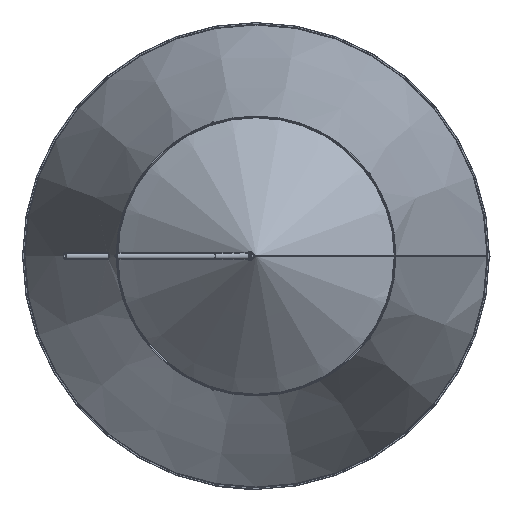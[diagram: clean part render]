
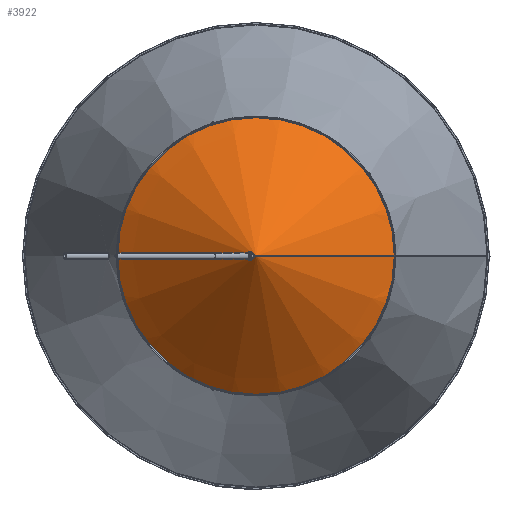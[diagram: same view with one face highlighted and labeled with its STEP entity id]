
A CAD part, front view. The second image highlights one B-rep face of the part: STEP entity #3922.
In plain terms, the highlighted conical face has half-angle 50 degrees and reference radius 213.328 mm.
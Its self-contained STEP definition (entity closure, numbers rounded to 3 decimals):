
#320=FACE_BOUND('',#1487,.T.);
#434=CIRCLE('',#4265,425.579);
#436=CIRCLE('',#4269,1.079);
#677=LINE('',#7054,#939);
#678=LINE('',#7055,#940);
#939=VECTOR('',#5060,554.145);
#940=VECTOR('',#5061,554.145);
#1114=CONICAL_SURFACE('',#4270,213.329,50.);
#1235=FACE_OUTER_BOUND('',#1486,.T.);
#1486=EDGE_LOOP('',(#2966,#2967,#2968,#2969));
#1487=EDGE_LOOP('',(#2970,#2971));
#1691=B_SPLINE_CURVE_WITH_KNOTS('',3,(#6928,#6929,#6930,#6931,#6932,#6933,
#6934,#6935,#6936,#6937,#6938,#6939,#6940,#6941,#6942,#6943,#6944,#6945,
#6946,#6947,#6948,#6949,#6950,#6951,#6952,#6953,#6954,#6955),
 .UNSPECIFIED.,.F.,.F.,(4,2,2,2,2,2,2,2,2,2,2,2,2,4),(0.995,
0.995,1.121,1.247,1.5,1.624,
1.748,1.869,1.99,2.122,2.255,
2.385,2.515,2.515),.UNSPECIFIED.);
#1692=B_SPLINE_CURVE_WITH_KNOTS('',3,(#6956,#6957,#6958,#6959,#6960,#6961,
#6962,#6963,#6964,#6965,#6966,#6967,#6968,#6969,#6970,#6971,#6972,#6973,
#6974,#6975,#6976,#6977,#6978,#6979,#6980),.UNSPECIFIED.,.F.,.F.,(4,2,2,
2,3,2,2,2,2,2,2,4),(2.515,2.644,2.774,
2.907,3.04,3.16,3.281,3.405,
3.529,3.782,3.908,4.034),
 .UNSPECIFIED.);
#1805=VERTEX_POINT('',#6926);
#1806=VERTEX_POINT('',#6927);
#1808=VERTEX_POINT('',#7033);
#1811=VERTEX_POINT('',#7038);
#1814=VERTEX_POINT('',#7048);
#1815=VERTEX_POINT('',#7050);
#2209=EDGE_CURVE('',#1805,#1806,#1691,.T.);
#2210=EDGE_CURVE('',#1806,#1805,#1692,.T.);
#2215=EDGE_CURVE('',#1811,#1808,#434,.T.);
#2220=EDGE_CURVE('',#1815,#1814,#436,.T.);
#2222=EDGE_CURVE('',#1814,#1808,#677,.T.);
#2223=EDGE_CURVE('',#1815,#1811,#678,.T.);
#2966=ORIENTED_EDGE('',*,*,#2222,.T.);
#2967=ORIENTED_EDGE('',*,*,#2215,.F.);
#2968=ORIENTED_EDGE('',*,*,#2223,.F.);
#2969=ORIENTED_EDGE('',*,*,#2220,.T.);
#2970=ORIENTED_EDGE('',*,*,#2209,.T.);
#2971=ORIENTED_EDGE('',*,*,#2210,.T.);
#3922=ADVANCED_FACE('',(#1235,#320),#1114,.T.);
#4265=AXIS2_PLACEMENT_3D('',#7040,#5044,#5045);
#4269=AXIS2_PLACEMENT_3D('',#7051,#5055,#5056);
#4270=AXIS2_PLACEMENT_3D('',#7053,#5058,#5059);
#5044=DIRECTION('center_axis',(0.,1.,0.));
#5045=DIRECTION('ref_axis',(1.,0.,0.));
#5055=DIRECTION('center_axis',(0.,1.,0.));
#5056=DIRECTION('ref_axis',(1.,0.,0.));
#5058=DIRECTION('center_axis',(0.,1.,0.));
#5059=DIRECTION('ref_axis',(1.,0.,0.));
#5060=DIRECTION('',(0.766,0.643,0.));
#5061=DIRECTION('',(0.766,0.643,0.));
#6926=CARTESIAN_POINT('',(-12.069,8.952,-0.001));
#6927=CARTESIAN_POINT('',(-4.409,2.524,0.));
#6928=CARTESIAN_POINT('Ctrl Pts',(-12.069,8.952,-0.001));
#6929=CARTESIAN_POINT('Ctrl Pts',(-12.069,8.952,-0.001));
#6930=CARTESIAN_POINT('Ctrl Pts',(-12.069,8.952,0.));
#6931=CARTESIAN_POINT('Ctrl Pts',(-12.069,8.952,0.421));
#6932=CARTESIAN_POINT('Ctrl Pts',(-12.019,8.929,0.85));
#6933=CARTESIAN_POINT('Ctrl Pts',(-11.814,8.832,1.683));
#6934=CARTESIAN_POINT('Ctrl Pts',(-11.661,8.76,2.089));
#6935=CARTESIAN_POINT('Ctrl Pts',(-11.068,8.472,3.216));
#6936=CARTESIAN_POINT('Ctrl Pts',(-10.489,8.185,3.85));
#6937=CARTESIAN_POINT('Ctrl Pts',(-9.54,7.668,4.49));
#6938=CARTESIAN_POINT('Ctrl Pts',(-9.179,7.465,4.674));
#6939=CARTESIAN_POINT('Ctrl Pts',(-8.441,7.021,4.923));
#6940=CARTESIAN_POINT('Ctrl Pts',(-8.063,6.78,4.988));
#6941=CARTESIAN_POINT('Ctrl Pts',(-7.392,6.316,5.008));
#6942=CARTESIAN_POINT('Ctrl Pts',(-7.041,6.055,4.968));
#6943=CARTESIAN_POINT('Ctrl Pts',(-6.389,5.515,4.77));
#6944=CARTESIAN_POINT('Ctrl Pts',(-6.089,5.235,4.613));
#6945=CARTESIAN_POINT('Ctrl Pts',(-5.573,4.692,4.222));
#6946=CARTESIAN_POINT('Ctrl Pts',(-5.322,4.384,3.947));
#6947=CARTESIAN_POINT('Ctrl Pts',(-4.926,3.799,3.301));
#6948=CARTESIAN_POINT('Ctrl Pts',(-4.779,3.523,2.93));
#6949=CARTESIAN_POINT('Ctrl Pts',(-4.58,3.083,2.2));
#6950=CARTESIAN_POINT('Ctrl Pts',(-4.51,2.879,1.78));
#6951=CARTESIAN_POINT('Ctrl Pts',(-4.425,2.598,0.896));
#6952=CARTESIAN_POINT('Ctrl Pts',(-4.409,2.524,0.432));
#6953=CARTESIAN_POINT('Ctrl Pts',(-4.409,2.524,0.));
#6954=CARTESIAN_POINT('Ctrl Pts',(-4.409,2.524,0.));
#6955=CARTESIAN_POINT('Ctrl Pts',(-4.409,2.524,0.));
#6956=CARTESIAN_POINT('Ctrl Pts',(-4.409,2.524,0.));
#6957=CARTESIAN_POINT('Ctrl Pts',(-4.409,2.525,-0.432));
#6958=CARTESIAN_POINT('Ctrl Pts',(-4.425,2.598,-0.896));
#6959=CARTESIAN_POINT('Ctrl Pts',(-4.51,2.879,-1.78));
#6960=CARTESIAN_POINT('Ctrl Pts',(-4.58,3.083,-2.2));
#6961=CARTESIAN_POINT('Ctrl Pts',(-4.779,3.523,-2.93));
#6962=CARTESIAN_POINT('Ctrl Pts',(-4.926,3.799,-3.301));
#6963=CARTESIAN_POINT('Ctrl Pts',(-5.322,4.384,-3.947));
#6964=CARTESIAN_POINT('Ctrl Pts',(-5.573,4.692,-4.222));
#6965=CARTESIAN_POINT('Ctrl Pts',(-5.844,4.977,-4.427));
#6966=CARTESIAN_POINT('Ctrl Pts',(-6.089,5.235,-4.613));
#6967=CARTESIAN_POINT('Ctrl Pts',(-6.389,5.515,-4.77));
#6968=CARTESIAN_POINT('Ctrl Pts',(-7.041,6.055,-4.968));
#6969=CARTESIAN_POINT('Ctrl Pts',(-7.392,6.316,-5.008));
#6970=CARTESIAN_POINT('Ctrl Pts',(-8.063,6.78,-4.988));
#6971=CARTESIAN_POINT('Ctrl Pts',(-8.441,7.021,-4.923));
#6972=CARTESIAN_POINT('Ctrl Pts',(-9.179,7.465,-4.674));
#6973=CARTESIAN_POINT('Ctrl Pts',(-9.54,7.668,-4.49));
#6974=CARTESIAN_POINT('Ctrl Pts',(-10.489,8.185,-3.85));
#6975=CARTESIAN_POINT('Ctrl Pts',(-11.068,8.472,-3.217));
#6976=CARTESIAN_POINT('Ctrl Pts',(-11.661,8.76,-2.089));
#6977=CARTESIAN_POINT('Ctrl Pts',(-11.814,8.832,-1.684));
#6978=CARTESIAN_POINT('Ctrl Pts',(-12.018,8.929,-0.85));
#6979=CARTESIAN_POINT('Ctrl Pts',(-12.069,8.952,-0.422));
#6980=CARTESIAN_POINT('Ctrl Pts',(-12.069,8.952,-0.001));
#7033=CARTESIAN_POINT('',(425.579,355.928,0.074));
#7038=CARTESIAN_POINT('',(425.579,355.928,0.));
#7040=CARTESIAN_POINT('Origin',(0.,355.928,0.));
#7048=CARTESIAN_POINT('',(1.079,-0.27,0.));
#7050=CARTESIAN_POINT('',(1.079,-0.27,0.));
#7051=CARTESIAN_POINT('Origin',(0.,-0.27,0.));
#7053=CARTESIAN_POINT('Origin',(0.,177.829,0.));
#7054=CARTESIAN_POINT('',(1.079,-0.27,0.));
#7055=CARTESIAN_POINT('',(1.079,-0.27,0.));
